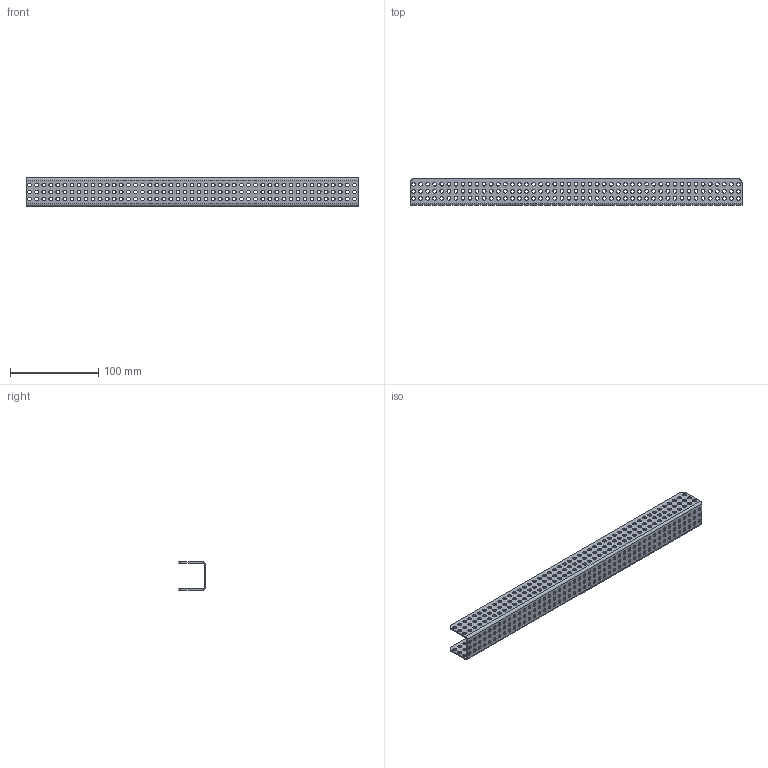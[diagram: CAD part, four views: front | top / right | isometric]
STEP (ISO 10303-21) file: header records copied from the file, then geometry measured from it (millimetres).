
FILE_DESCRIPTION (( 'STEP AP214' ), '1' );
FILE_NAME ('06-0347.step', '2020-04-06T07:08:28', ( '' ), ( '' ), 'SwSTEP 2.0', 'SolidWorks 2020', '' );
FILE_SCHEMA (( 'AUTOMOTIVE_DESIGN' ));
Length unit declared in the file: millimetre
Products named in the file (1): 06-0347
Bounding box: 376 x 30.5 x 32 mm (x, y, z)
Volume: 43683.1 mm3; surface area: 65005.9 mm2
Topology: 1 solids, 1 shells, 864 faces, 2586 edges, 1724 vertices
Faces by surface type: cylinder 854, plane 10
Entity records: 31904 total; most frequent: DIRECTION 6024, CARTESIAN_POINT 5175, ORIENTED_EDGE 5172, EDGE_CURVE 2586, AXIS2_PLACEMENT_3D 2573, VERTEX_POINT 1724, EDGE_LOOP 1710, CIRCLE 1708
